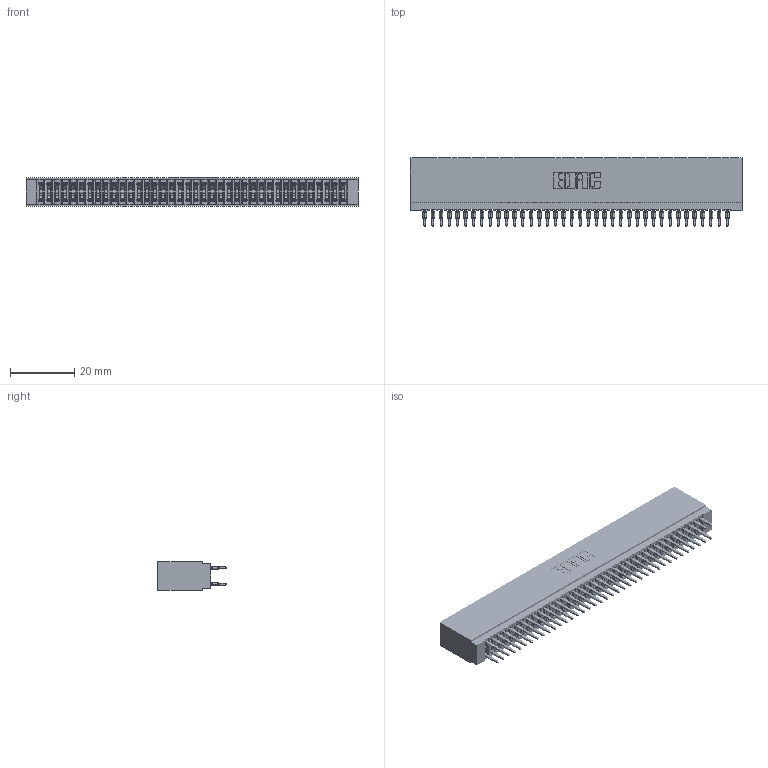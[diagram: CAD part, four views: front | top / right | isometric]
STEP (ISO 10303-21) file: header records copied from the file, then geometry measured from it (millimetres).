
FILE_DESCRIPTION (( 'STEP AP203' ), '1' );
FILE_NAME ('745-076-525-201.STEP', '2026-02-26T20:13:00', ( '' ), ( '' ), 'SwSTEP 2.0', 'SolidWorks 2023', '' );
FILE_SCHEMA (( 'CONFIG_CONTROL_DESIGN' ));
Length unit declared in the file: millimetre
Products named in the file (3): 745-076-525-201; 745-292-001_525; 745 Part_Insulator Option - 01
Assembly tree (77 placements, depth 2):
  745-076-525-201
    745 Part_Insulator Option - 01
    745-292-001_525  x76
Bounding box: 103.12 x 21.22 x 8.89 mm (x, y, z)
Volume: 9290.8 mm3; surface area: 18724.2 mm2
Topology: 77 solids, 77 shells, 6897 faces, 18536 edges, 11648 vertices
Faces by surface type: plane 3551, bspline 1520, cylinder 1370, torus 456
Entity records: 64520 total; most frequent: CARTESIAN_POINT 11695, ORIENTED_EDGE 11122, DIRECTION 9719, EDGE_CURVE 5561, LINE 5151, VECTOR 5151, VERTEX_POINT 3548, AXIS2_PLACEMENT_3D 2284
